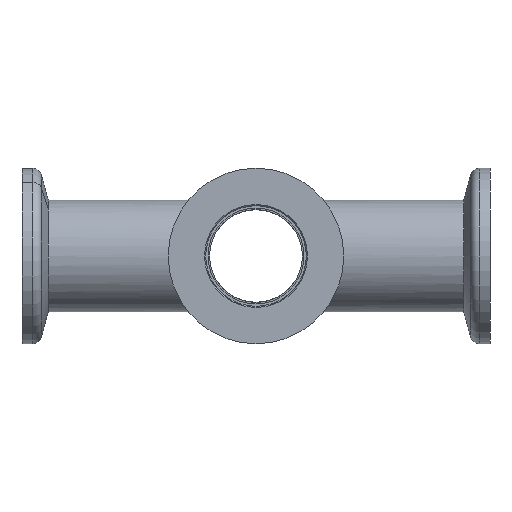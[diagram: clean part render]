
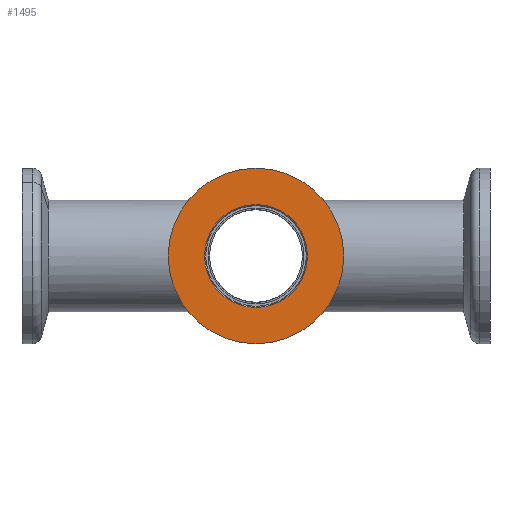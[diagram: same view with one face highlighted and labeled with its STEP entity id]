
A CAD part, left-side view. The second image highlights one B-rep face of the part: STEP entity #1495.
In plain terms, the highlighted face is planar.
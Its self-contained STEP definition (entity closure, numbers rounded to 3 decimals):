
#2 = EDGE_LOOP ( 'NONE', ( #1019, #849 ) ) ;
#9 = AXIS2_PLACEMENT_3D ( 'NONE', #585, #463, #1297 ) ;
#116 = EDGE_CURVE ( 'NONE', #745, #469, #419, .T. ) ;
#123 = FACE_BOUND ( 'NONE', #2, .T. ) ;
#210 = AXIS2_PLACEMENT_3D ( 'NONE', #1248, #540, #1364 ) ;
#284 = CARTESIAN_POINT ( 'NONE',  ( 0., 0., -8.8 ) ) ;
#327 = AXIS2_PLACEMENT_3D ( 'NONE', #1277, #573, #1391 ) ;
#419 = CIRCLE ( 'NONE', #327, 15. ) ;
#449 = FACE_OUTER_BOUND ( 'NONE', #734, .T. ) ;
#463 = DIRECTION ( 'NONE',  ( 0., -1., 0. ) ) ;
#469 = VERTEX_POINT ( 'NONE', #472 ) ;
#472 = CARTESIAN_POINT ( 'NONE',  ( 0., 0., 15. ) ) ;
#485 = CIRCLE ( 'NONE', #760, 15. ) ;
#501 = CARTESIAN_POINT ( 'NONE',  ( 0., 0., -15. ) ) ;
#510 = VERTEX_POINT ( 'NONE', #284 ) ;
#524 = AXIS2_PLACEMENT_3D ( 'NONE', #1388, #682, #1503 ) ;
#540 = DIRECTION ( 'NONE',  ( 0., 1., 0. ) ) ;
#573 = DIRECTION ( 'NONE',  ( 0., 1., 0. ) ) ;
#582 = CARTESIAN_POINT ( 'NONE',  ( 0., 0., 0. ) ) ;
#585 = CARTESIAN_POINT ( 'NONE',  ( -8.6, 0., 0. ) ) ;
#682 = DIRECTION ( 'NONE',  ( 0., 1., 0. ) ) ;
#688 = ORIENTED_EDGE ( 'NONE', *, *, #1425, .F. ) ;
#692 = DIRECTION ( 'NONE',  ( 0., 0., 1. ) ) ;
#720 = ORIENTED_EDGE ( 'NONE', *, *, #116, .F. ) ;
#734 = EDGE_LOOP ( 'NONE', ( #688, #720 ) ) ;
#745 = VERTEX_POINT ( 'NONE', #501 ) ;
#760 = AXIS2_PLACEMENT_3D ( 'NONE', #582, #1399, #692 ) ;
#847 = VERTEX_POINT ( 'NONE', #1142 ) ;
#849 = ORIENTED_EDGE ( 'NONE', *, *, #1268, .T. ) ;
#1019 = ORIENTED_EDGE ( 'NONE', *, *, #1347, .T. ) ;
#1058 = PLANE ( 'NONE',  #9 ) ;
#1094 = CIRCLE ( 'NONE', #524, 8.8 ) ;
#1142 = CARTESIAN_POINT ( 'NONE',  ( 0., 0., 8.8 ) ) ;
#1248 = CARTESIAN_POINT ( 'NONE',  ( 0., 0., 0. ) ) ;
#1268 = EDGE_CURVE ( 'NONE', #847, #510, #1332, .T. ) ;
#1277 = CARTESIAN_POINT ( 'NONE',  ( 0., 0., 0. ) ) ;
#1297 = DIRECTION ( 'NONE',  ( 0., 0., -1. ) ) ;
#1332 = CIRCLE ( 'NONE', #210, 8.8 ) ;
#1347 = EDGE_CURVE ( 'NONE', #510, #847, #1094, .T. ) ;
#1364 = DIRECTION ( 'NONE',  ( 0., 0., -1. ) ) ;
#1388 = CARTESIAN_POINT ( 'NONE',  ( 0., 0., 0. ) ) ;
#1391 = DIRECTION ( 'NONE',  ( 0., 0., 1. ) ) ;
#1399 = DIRECTION ( 'NONE',  ( 0., 1., 0. ) ) ;
#1425 = EDGE_CURVE ( 'NONE', #469, #745, #485, .T. ) ;
#1495 = ADVANCED_FACE ( 'NONE', ( #123, #449 ), #1058, .T. ) ;
#1503 = DIRECTION ( 'NONE',  ( 0., 0., -1. ) ) ;
